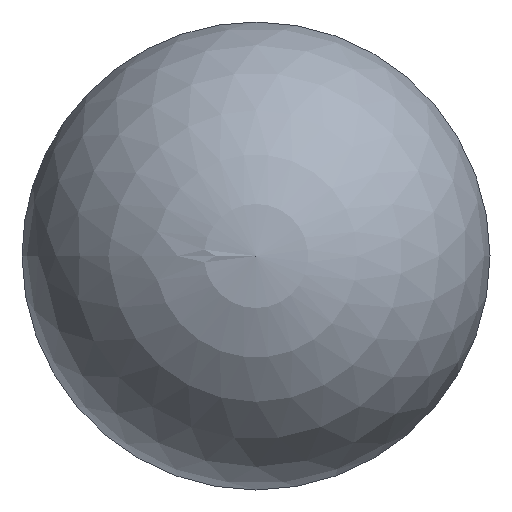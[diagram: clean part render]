
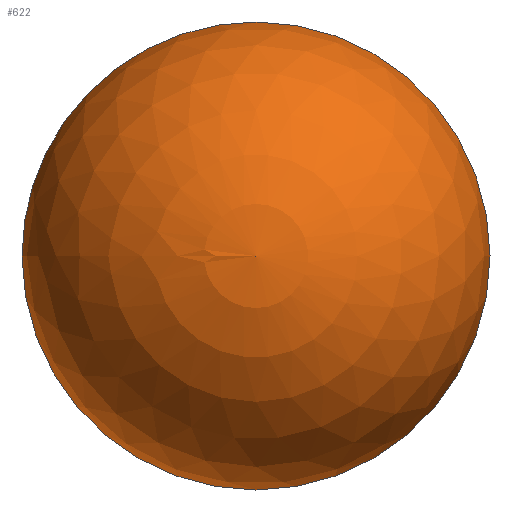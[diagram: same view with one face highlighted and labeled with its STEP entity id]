
A CAD part, front view. The second image highlights one B-rep face of the part: STEP entity #622.
In plain terms, the highlighted spherical face has radius 20 mm.
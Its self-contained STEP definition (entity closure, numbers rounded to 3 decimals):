
#89 = AXIS2_PLACEMENT_3D ( 'NONE', #462, #690, #94 ) ;
#94 = DIRECTION ( 'NONE',  ( -1., 0., 0. ) ) ;
#156 = CARTESIAN_POINT ( 'NONE',  ( 0., -10., 20. ) ) ;
#176 = SPHERICAL_SURFACE ( 'NONE', #89, 20. ) ;
#181 = VERTEX_POINT ( 'NONE', #589 ) ;
#215 = AXIS2_PLACEMENT_3D ( 'NONE', #645, #713, #343 ) ;
#233 = CARTESIAN_POINT ( 'NONE',  ( 0., -10., 0. ) ) ;
#263 = EDGE_CURVE ( 'NONE', #680, #181, #349, .T. ) ;
#318 = FACE_OUTER_BOUND ( 'NONE', #545, .T. ) ;
#343 = DIRECTION ( 'NONE',  ( 0., 0., -1. ) ) ;
#349 = CIRCLE ( 'NONE', #215, 20. ) ;
#359 = DIRECTION ( 'NONE',  ( -1., 0., 0. ) ) ;
#369 = ORIENTED_EDGE ( 'NONE', *, *, #263, .T. ) ;
#462 = CARTESIAN_POINT ( 'NONE',  ( 0., -10., 0. ) ) ;
#525 = AXIS2_PLACEMENT_3D ( 'NONE', #233, #656, #359 ) ;
#534 = ORIENTED_EDGE ( 'NONE', *, *, #743, .F. ) ;
#545 = EDGE_LOOP ( 'NONE', ( #534, #369 ) ) ;
#589 = CARTESIAN_POINT ( 'NONE',  ( 0., -10., -20. ) ) ;
#622 = ADVANCED_FACE ( 'NONE', ( #318 ), #176, .T. ) ;
#645 = CARTESIAN_POINT ( 'NONE',  ( 0., -10., 0. ) ) ;
#656 = DIRECTION ( 'NONE',  ( 0., 1., 0. ) ) ;
#662 = CIRCLE ( 'NONE', #525, 20. ) ;
#680 = VERTEX_POINT ( 'NONE', #156 ) ;
#690 = DIRECTION ( 'NONE',  ( 0., 1., 0. ) ) ;
#713 = DIRECTION ( 'NONE',  ( 0., -1., 0. ) ) ;
#743 = EDGE_CURVE ( 'NONE', #680, #181, #662, .T. ) ;
